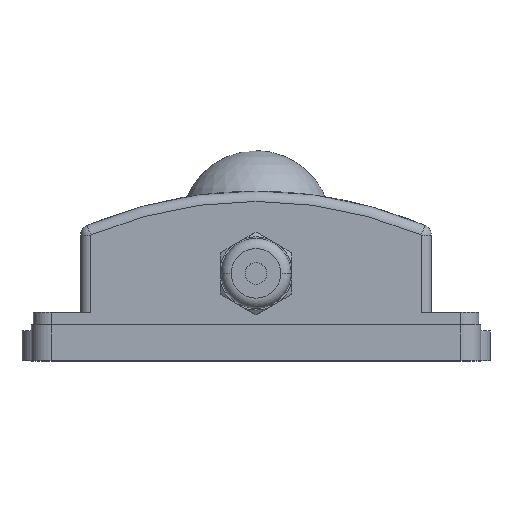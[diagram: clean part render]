
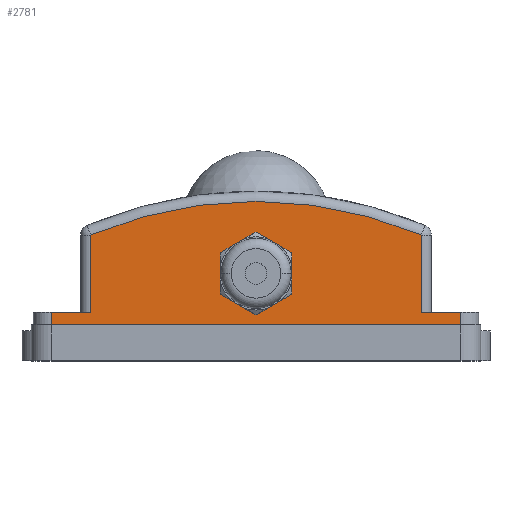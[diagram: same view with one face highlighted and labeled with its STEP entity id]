
A CAD part, top view. The second image highlights one B-rep face of the part: STEP entity #2781.
In plain terms, the highlighted planar face has unit normal (0, 0, 1).
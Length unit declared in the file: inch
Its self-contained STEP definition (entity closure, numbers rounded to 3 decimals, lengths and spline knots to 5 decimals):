
#11 = VECTOR ( 'NONE', #2057, 39.37008 ) ;
#15 = EDGE_CURVE ( 'NONE', #1767, #6973, #8115, .T. ) ;
#21 = CARTESIAN_POINT ( 'NONE',  ( -2., 0.35, 1.67291 ) ) ;
#25 = LINE ( 'NONE', #2560, #6266 ) ;
#220 = LINE ( 'NONE', #5285, #6185 ) ;
#288 = VECTOR ( 'NONE', #951, 39.37008 ) ;
#541 = DIRECTION ( 'NONE',  ( 0., -1., 0. ) ) ;
#595 = DIRECTION ( 'NONE',  ( 0., -1., 0. ) ) ;
#709 = CARTESIAN_POINT ( 'NONE',  ( 0., 0.44585, 1.67291 ) ) ;
#735 = ORIENTED_EDGE ( 'NONE', *, *, #6946, .F. ) ;
#791 = VECTOR ( 'NONE', #4659, 39.37008 ) ;
#802 = CARTESIAN_POINT ( 'NONE',  ( -2., 0.47244, 1.67291 ) ) ;
#803 = LINE ( 'NONE', #4617, #6393 ) ;
#806 = LINE ( 'NONE', #3467, #11 ) ;
#922 = VECTOR ( 'NONE', #2418, 39.37008 ) ;
#951 = DIRECTION ( 'NONE',  ( -0.866, 0.5, 0. ) ) ;
#1043 = LINE ( 'NONE', #1706, #6028 ) ;
#1070 = VERTEX_POINT ( 'NONE', #709 ) ;
#1082 = DIRECTION ( 'NONE',  ( -0.866, -0.5, 0. ) ) ;
#1349 = ORIENTED_EDGE ( 'NONE', *, *, #7291, .F. ) ;
#1360 = CARTESIAN_POINT ( 'NONE',  ( 1.61228, 1.22591, 1.67291 ) ) ;
#1429 = DIRECTION ( 'NONE',  ( 0., 1., 0. ) ) ;
#1561 = ORIENTED_EDGE ( 'NONE', *, *, #3307, .F. ) ;
#1590 = ORIENTED_EDGE ( 'NONE', *, *, #4872, .F. ) ;
#1594 = ORIENTED_EDGE ( 'NONE', *, *, #5458, .F. ) ;
#1706 = CARTESIAN_POINT ( 'NONE',  ( 0., 1.25415, 1.67291 ) ) ;
#1712 = VECTOR ( 'NONE', #541, 39.37008 ) ;
#1741 = CIRCLE ( 'NONE', #7195, 4.13084 ) ;
#1767 = VERTEX_POINT ( 'NONE', #4933 ) ;
#1820 = CARTESIAN_POINT ( 'NONE',  ( -1.61228, 0.35, 1.67291 ) ) ;
#1952 = DIRECTION ( 'NONE',  ( 0., 1., 0. ) ) ;
#2014 = ORIENTED_EDGE ( 'NONE', *, *, #7246, .T. ) ;
#2057 = DIRECTION ( 'NONE',  ( -1., 0., 0. ) ) ;
#2186 = VERTEX_POINT ( 'NONE', #5610 ) ;
#2399 = DIRECTION ( 'NONE',  ( 0., 1., 0. ) ) ;
#2414 = LINE ( 'NONE', #4140, #288 ) ;
#2418 = DIRECTION ( 'NONE',  ( 1., 0., 0. ) ) ;
#2435 = ORIENTED_EDGE ( 'NONE', *, *, #15, .F. ) ;
#2507 = ORIENTED_EDGE ( 'NONE', *, *, #4898, .F. ) ;
#2514 = VERTEX_POINT ( 'NONE', #4594 ) ;
#2554 = DIRECTION ( 'NONE',  ( 0., 0., -1. ) ) ;
#2557 = ORIENTED_EDGE ( 'NONE', *, *, #5084, .T. ) ;
#2560 = CARTESIAN_POINT ( 'NONE',  ( 2., 0.35, 1.67291 ) ) ;
#2745 = CARTESIAN_POINT ( 'NONE',  ( 2., 0.35, 1.67291 ) ) ;
#2781 = ADVANCED_FACE ( 'NONE', ( #4460, #5156 ), #5755, .F. ) ;
#2798 = LINE ( 'NONE', #5910, #7431 ) ;
#2861 = EDGE_CURVE ( 'NONE', #5303, #7477, #220, .T. ) ;
#3042 = CARTESIAN_POINT ( 'NONE',  ( 0., 0.47244, 1.67291 ) ) ;
#3145 = CARTESIAN_POINT ( 'NONE',  ( -0.35, 1.05207, 1.67291 ) ) ;
#3307 = EDGE_CURVE ( 'NONE', #7811, #2514, #1043, .T. ) ;
#3319 = EDGE_CURVE ( 'NONE', #6973, #7811, #2414, .T. ) ;
#3322 = DIRECTION ( 'NONE',  ( 0.866, 0.5, 0. ) ) ;
#3392 = AXIS2_PLACEMENT_3D ( 'NONE', #21, #2554, #7678 ) ;
#3439 = CARTESIAN_POINT ( 'NONE',  ( 1.61228, 0.47244, 1.67291 ) ) ;
#3467 = CARTESIAN_POINT ( 'NONE',  ( 2., 0.35, 1.67291 ) ) ;
#3520 = DIRECTION ( 'NONE',  ( 0., 0., 1. ) ) ;
#3613 = EDGE_CURVE ( 'NONE', #1070, #1767, #2798, .T. ) ;
#3658 = CARTESIAN_POINT ( 'NONE',  ( 0., -2.57729, 1.67291 ) ) ;
#3676 = ORIENTED_EDGE ( 'NONE', *, *, #3319, .F. ) ;
#4140 = CARTESIAN_POINT ( 'NONE',  ( 0.35, 1.05207, 1.67291 ) ) ;
#4233 = DIRECTION ( 'NONE',  ( 0., 1., 0. ) ) ;
#4247 = LINE ( 'NONE', #6091, #6956 ) ;
#4286 = VERTEX_POINT ( 'NONE', #4466 ) ;
#4319 = EDGE_CURVE ( 'NONE', #4564, #6249, #25, .T. ) ;
#4350 = EDGE_LOOP ( 'NONE', ( #1594, #1561, #3676, #2435, #6690, #2507 ) ) ;
#4402 = CARTESIAN_POINT ( 'NONE',  ( 0.35, 1.05207, 1.67291 ) ) ;
#4460 = FACE_BOUND ( 'NONE', #4350, .T. ) ;
#4466 = CARTESIAN_POINT ( 'NONE',  ( -0.35, 0.64793, 1.67291 ) ) ;
#4543 = CARTESIAN_POINT ( 'NONE',  ( -1.61228, 0.47244, 1.67291 ) ) ;
#4564 = VERTEX_POINT ( 'NONE', #2745 ) ;
#4594 = CARTESIAN_POINT ( 'NONE',  ( -0.35, 1.05207, 1.67291 ) ) ;
#4617 = CARTESIAN_POINT ( 'NONE',  ( 0., 0.47244, 1.67291 ) ) ;
#4659 = DIRECTION ( 'NONE',  ( 0.866, -0.5, 0. ) ) ;
#4872 = EDGE_CURVE ( 'NONE', #5693, #7201, #803, .T. ) ;
#4898 = EDGE_CURVE ( 'NONE', #4286, #1070, #5862, .T. ) ;
#4933 = CARTESIAN_POINT ( 'NONE',  ( 0.35, 0.64793, 1.67291 ) ) ;
#5084 = EDGE_CURVE ( 'NONE', #2186, #7201, #6240, .T. ) ;
#5156 = FACE_OUTER_BOUND ( 'NONE', #7637, .T. ) ;
#5285 = CARTESIAN_POINT ( 'NONE',  ( 1.61228, 0.35, 1.67291 ) ) ;
#5303 = VERTEX_POINT ( 'NONE', #3439 ) ;
#5458 = EDGE_CURVE ( 'NONE', #2514, #4286, #7383, .T. ) ;
#5610 = CARTESIAN_POINT ( 'NONE',  ( -1.61228, 1.22591, 1.67291 ) ) ;
#5693 = VERTEX_POINT ( 'NONE', #802 ) ;
#5755 = PLANE ( 'NONE',  #3392 ) ;
#5862 = LINE ( 'NONE', #7046, #791 ) ;
#5866 = ORIENTED_EDGE ( 'NONE', *, *, #2861, .T. ) ;
#5910 = CARTESIAN_POINT ( 'NONE',  ( 0., 0.44585, 1.67291 ) ) ;
#6028 = VECTOR ( 'NONE', #1082, 39.37008 ) ;
#6091 = CARTESIAN_POINT ( 'NONE',  ( -2., 0.35, 1.67291 ) ) ;
#6185 = VECTOR ( 'NONE', #1429, 39.37008 ) ;
#6195 = DIRECTION ( 'NONE',  ( -1., 0., 0. ) ) ;
#6210 = CARTESIAN_POINT ( 'NONE',  ( 0.35, 0.64793, 1.67291 ) ) ;
#6240 = LINE ( 'NONE', #1820, #7847 ) ;
#6249 = VERTEX_POINT ( 'NONE', #6313 ) ;
#6266 = VECTOR ( 'NONE', #1952, 39.37008 ) ;
#6313 = CARTESIAN_POINT ( 'NONE',  ( 2., 0.47244, 1.67291 ) ) ;
#6393 = VECTOR ( 'NONE', #6485, 39.37008 ) ;
#6485 = DIRECTION ( 'NONE',  ( 1., 0., 0. ) ) ;
#6637 = EDGE_CURVE ( 'NONE', #7630, #5693, #4247, .T. ) ;
#6690 = ORIENTED_EDGE ( 'NONE', *, *, #3613, .F. ) ;
#6946 = EDGE_CURVE ( 'NONE', #5303, #6249, #8131, .T. ) ;
#6956 = VECTOR ( 'NONE', #4233, 39.37008 ) ;
#6973 = VERTEX_POINT ( 'NONE', #4402 ) ;
#7046 = CARTESIAN_POINT ( 'NONE',  ( -0.35, 0.64793, 1.67291 ) ) ;
#7101 = VECTOR ( 'NONE', #2399, 39.37008 ) ;
#7195 = AXIS2_PLACEMENT_3D ( 'NONE', #3658, #3520, #6195 ) ;
#7201 = VERTEX_POINT ( 'NONE', #4543 ) ;
#7246 = EDGE_CURVE ( 'NONE', #7477, #2186, #1741, .T. ) ;
#7291 = EDGE_CURVE ( 'NONE', #4564, #7630, #806, .T. ) ;
#7358 = CARTESIAN_POINT ( 'NONE',  ( 0., 1.25415, 1.67291 ) ) ;
#7383 = LINE ( 'NONE', #3145, #1712 ) ;
#7431 = VECTOR ( 'NONE', #3322, 39.37008 ) ;
#7477 = VERTEX_POINT ( 'NONE', #1360 ) ;
#7630 = VERTEX_POINT ( 'NONE', #7681 ) ;
#7637 = EDGE_LOOP ( 'NONE', ( #735, #5866, #2014, #2557, #1590, #7859, #1349, #8020 ) ) ;
#7678 = DIRECTION ( 'NONE',  ( -1., 0., 0. ) ) ;
#7681 = CARTESIAN_POINT ( 'NONE',  ( -2., 0.35, 1.67291 ) ) ;
#7811 = VERTEX_POINT ( 'NONE', #7358 ) ;
#7847 = VECTOR ( 'NONE', #595, 39.37008 ) ;
#7859 = ORIENTED_EDGE ( 'NONE', *, *, #6637, .F. ) ;
#8020 = ORIENTED_EDGE ( 'NONE', *, *, #4319, .T. ) ;
#8115 = LINE ( 'NONE', #6210, #7101 ) ;
#8131 = LINE ( 'NONE', #3042, #922 ) ;
